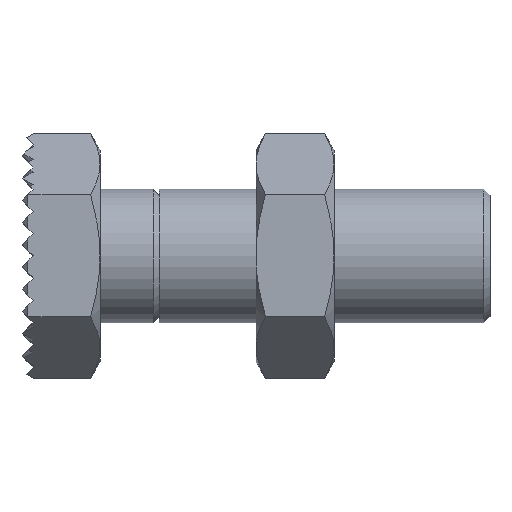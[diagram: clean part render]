
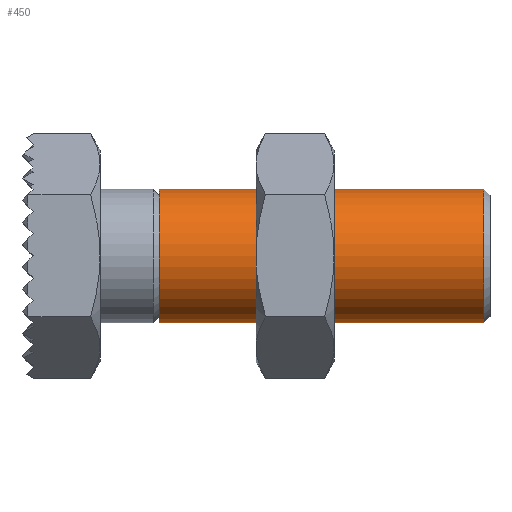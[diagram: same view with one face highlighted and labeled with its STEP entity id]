
A CAD part, top view. The second image highlights one B-rep face of the part: STEP entity #450.
In plain terms, the highlighted cylindrical face has radius 6 mm (diameter 12 mm), a partial arc.
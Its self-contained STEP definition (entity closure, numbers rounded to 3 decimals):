
#450=ADVANCED_FACE('',(#1296),#1297,.T.);
#1296=FACE_OUTER_BOUND('',#2546,.T.);
#1297=CYLINDRICAL_SURFACE('',#2547,6.0);
#2546=EDGE_LOOP('',(#3797,#3798,#3799,#3800));
#2547=AXIS2_PLACEMENT_3D('',#3801,#3802,#3803);
#3797=ORIENTED_EDGE('',*,*,#6884,.F.);
#3798=ORIENTED_EDGE('',*,*,#6885,.T.);
#3799=ORIENTED_EDGE('',*,*,#6886,.F.);
#3800=ORIENTED_EDGE('',*,*,#6880,.F.);
#3801=CARTESIAN_POINT('',(19.879,0.0,0.0));
#3802=DIRECTION('',(1.0,0.0,0.0));
#3803=DIRECTION('',(0.0,1.0,0.0));
#6880=EDGE_CURVE('',#8022,#8025,#8026,.T.);
#6884=EDGE_CURVE('',#8031,#8022,#8032,.T.);
#6885=EDGE_CURVE('',#8031,#8033,#8034,.T.);
#6886=EDGE_CURVE('',#8025,#8033,#8035,.T.);
#8022=VERTEX_POINT('',#9504);
#8025=VERTEX_POINT('',#9508);
#8026=CIRCLE('',#9509,6.0);
#8031=VERTEX_POINT('',#9515);
#8032=LINE('',#9516,#9517);
#8033=VERTEX_POINT('',#9518);
#8034=CIRCLE('',#9519,6.0);
#8035=LINE('',#9520,#9521);
#9504=CARTESIAN_POINT('',(34.459,6.0,0.0));
#9508=CARTESIAN_POINT('',(34.459,-6.0,0.));
#9509=AXIS2_PLACEMENT_3D('',#11974,#11975,#11976);
#9515=CARTESIAN_POINT('',(5.3,6.0,0.0));
#9516=CARTESIAN_POINT('',(19.879,6.0,0.));
#9517=VECTOR('',#11981,1.0);
#9518=CARTESIAN_POINT('',(5.3,-6.0,0.));
#9519=AXIS2_PLACEMENT_3D('',#11982,#11983,#11984);
#9520=CARTESIAN_POINT('',(19.879,-6.0,0.));
#9521=VECTOR('',#11985,1.0);
#11974=CARTESIAN_POINT('',(34.459,0.0,0.0));
#11975=DIRECTION('',(1.0,0.0,0.0));
#11976=DIRECTION('',(0.0,1.0,0.0));
#11981=DIRECTION('',(1.0,0.0,0.0));
#11982=CARTESIAN_POINT('',(5.3,0.0,0.0));
#11983=DIRECTION('',(1.0,0.0,0.0));
#11984=DIRECTION('',(0.0,1.0,0.0));
#11985=DIRECTION('',(-1.0,-0.0,-0.0));
